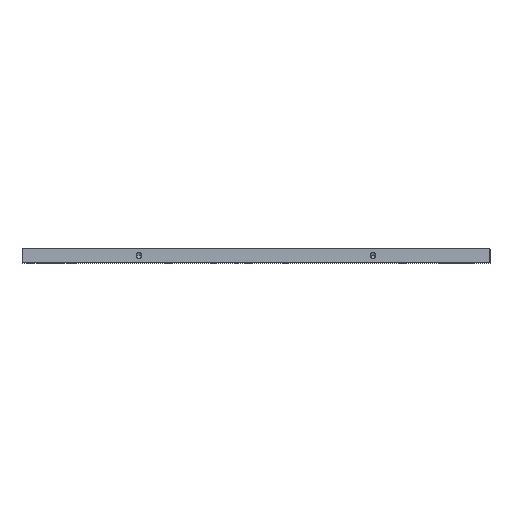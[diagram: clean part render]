
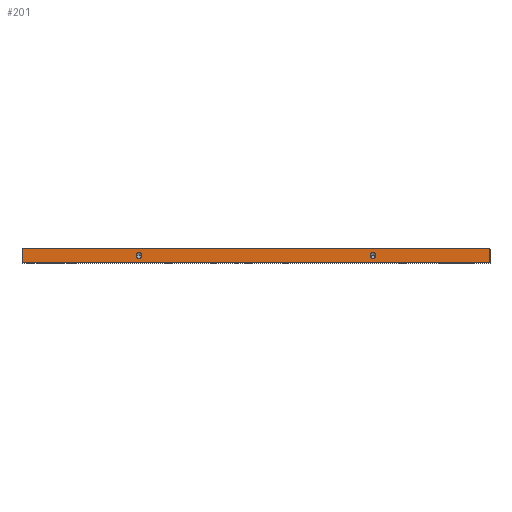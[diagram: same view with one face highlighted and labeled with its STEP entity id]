
A CAD part, top view. The second image highlights one B-rep face of the part: STEP entity #201.
In plain terms, the highlighted planar face has unit normal (0, 0, 1).
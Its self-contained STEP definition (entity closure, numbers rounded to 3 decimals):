
#154 = DIRECTION ( 'NONE',  ( 0., 0., 1. ) ) ;
#156 = CARTESIAN_POINT ( 'NONE',  ( 197.617, -156., 209.226 ) ) ;
#158 = PLANE ( 'NONE',  #1115 ) ;
#159 = DIRECTION ( 'NONE',  ( 1., 0., 0. ) ) ;
#201 = ADVANCED_FACE ( 'NONE', ( #1736, #1740, #1721 ), #158, .T. ) ;
#363 = EDGE_CURVE ( 'NONE', #1340, #1339, #3257, .T. ) ;
#364 = EDGE_CURVE ( 'NONE', #1370, #1369, #3260, .T. ) ;
#365 = EDGE_CURVE ( 'NONE', #1499, #1394, #3262, .T. ) ;
#366 = EDGE_CURVE ( 'NONE', #1500, #1499, #3263, .T. ) ;
#367 = EDGE_CURVE ( 'NONE', #1500, #4716, #3264, .T. ) ;
#368 = EDGE_CURVE ( 'NONE', #4716, #1394, #3266, .T. ) ;
#489 = EDGE_CURVE ( 'NONE', #1339, #1340, #3409, .T. ) ;
#495 = EDGE_CURVE ( 'NONE', #1369, #1370, #3423, .T. ) ;
#1020 = EDGE_LOOP ( 'NONE', ( #1051, #1050, #1049, #1048 ) ) ;
#1027 = EDGE_LOOP ( 'NONE', ( #1055, #1054 ) ) ;
#1048 = ORIENTED_EDGE ( 'NONE', *, *, #368, .T. ) ;
#1049 = ORIENTED_EDGE ( 'NONE', *, *, #367, .T. ) ;
#1050 = ORIENTED_EDGE ( 'NONE', *, *, #366, .F. ) ;
#1051 = ORIENTED_EDGE ( 'NONE', *, *, #365, .F. ) ;
#1052 = ORIENTED_EDGE ( 'NONE', *, *, #495, .F. ) ;
#1053 = ORIENTED_EDGE ( 'NONE', *, *, #364, .F. ) ;
#1054 = ORIENTED_EDGE ( 'NONE', *, *, #489, .F. ) ;
#1055 = ORIENTED_EDGE ( 'NONE', *, *, #363, .F. ) ;
#1115 = AXIS2_PLACEMENT_3D ( 'NONE', #156, #154, #159 ) ;
#1235 = EDGE_LOOP ( 'NONE', ( #1053, #1052 ) ) ;
#1339 = VERTEX_POINT ( 'NONE', #4254 ) ;
#1340 = VERTEX_POINT ( 'NONE', #4255 ) ;
#1369 = VERTEX_POINT ( 'NONE', #4420 ) ;
#1370 = VERTEX_POINT ( 'NONE', #4421 ) ;
#1394 = VERTEX_POINT ( 'NONE', #4443 ) ;
#1499 = VERTEX_POINT ( 'NONE', #4548 ) ;
#1500 = VERTEX_POINT ( 'NONE', #4549 ) ;
#1721 = FACE_OUTER_BOUND ( 'NONE', #1020, .T. ) ;
#1736 = FACE_BOUND ( 'NONE', #1027, .T. ) ;
#1740 = FACE_BOUND ( 'NONE', #1235, .T. ) ;
#2863 = AXIS2_PLACEMENT_3D ( 'NONE', #3149, #3150, #3151 ) ;
#2864 = AXIS2_PLACEMENT_3D ( 'NONE', #3154, #3155, #3156 ) ;
#3147 = CARTESIAN_POINT ( 'NONE',  ( 197.617, -156., 209.226 ) ) ;
#3148 = DIRECTION ( 'NONE',  ( -1., 0., 0. ) ) ;
#3149 = CARTESIAN_POINT ( 'NONE',  ( 47.617, -159., 209.226 ) ) ;
#3150 = DIRECTION ( 'NONE',  ( 0., 0., 1. ) ) ;
#3151 = DIRECTION ( 'NONE',  ( 1., 0., 0. ) ) ;
#3152 = CARTESIAN_POINT ( 'NONE',  ( 197.617, -156., 209.226 ) ) ;
#3153 = CARTESIAN_POINT ( 'NONE',  ( 197.617, -162., 209.226 ) ) ;
#3154 = CARTESIAN_POINT ( 'NONE',  ( 147.617, -159., 209.226 ) ) ;
#3155 = DIRECTION ( 'NONE',  ( 0., 0., 1. ) ) ;
#3156 = DIRECTION ( 'NONE',  ( 1., 0., 0. ) ) ;
#3157 = CARTESIAN_POINT ( 'NONE',  ( -2.383, -156., 209.226 ) ) ;
#3158 = DIRECTION ( 'NONE',  ( 0., -1., 0. ) ) ;
#3159 = DIRECTION ( 'NONE',  ( -1., 0., 0. ) ) ;
#3160 = DIRECTION ( 'NONE',  ( 0., -1., 0. ) ) ;
#3257 = CIRCLE ( 'NONE', #2863, 1.25 ) ;
#3260 = CIRCLE ( 'NONE', #2864, 1.25 ) ;
#3262 = LINE ( 'NONE', #3153, #3265 ) ;
#3263 = LINE ( 'NONE', #3152, #3267 ) ;
#3264 = LINE ( 'NONE', #3147, #3269 ) ;
#3265 = VECTOR ( 'NONE', #3148, 1000. ) ;
#3266 = LINE ( 'NONE', #3157, #3271 ) ;
#3267 = VECTOR ( 'NONE', #3158, 1000. ) ;
#3269 = VECTOR ( 'NONE', #3159, 1000. ) ;
#3271 = VECTOR ( 'NONE', #3160, 1000. ) ;
#3409 = CIRCLE ( 'NONE', #3949, 1.25 ) ;
#3423 = CIRCLE ( 'NONE', #3951, 1.25 ) ;
#3790 = CARTESIAN_POINT ( 'NONE',  ( 47.617, -159., 209.226 ) ) ;
#3791 = DIRECTION ( 'NONE',  ( 0., 0., 1. ) ) ;
#3792 = DIRECTION ( 'NONE',  ( 1., 0., 0. ) ) ;
#3804 = CARTESIAN_POINT ( 'NONE',  ( 147.617, -159., 209.226 ) ) ;
#3805 = DIRECTION ( 'NONE',  ( 0., 0., 1. ) ) ;
#3806 = DIRECTION ( 'NONE',  ( 1., 0., 0. ) ) ;
#3949 = AXIS2_PLACEMENT_3D ( 'NONE', #3790, #3791, #3792 ) ;
#3951 = AXIS2_PLACEMENT_3D ( 'NONE', #3804, #3805, #3806 ) ;
#4254 = CARTESIAN_POINT ( 'NONE',  ( 46.367, -159., 209.226 ) ) ;
#4255 = CARTESIAN_POINT ( 'NONE',  ( 48.867, -159., 209.226 ) ) ;
#4420 = CARTESIAN_POINT ( 'NONE',  ( 146.367, -159., 209.226 ) ) ;
#4421 = CARTESIAN_POINT ( 'NONE',  ( 148.867, -159., 209.226 ) ) ;
#4443 = CARTESIAN_POINT ( 'NONE',  ( -2.383, -162., 209.226 ) ) ;
#4548 = CARTESIAN_POINT ( 'NONE',  ( 197.617, -162., 209.226 ) ) ;
#4549 = CARTESIAN_POINT ( 'NONE',  ( 197.617, -156., 209.226 ) ) ;
#4553 = CARTESIAN_POINT ( 'NONE',  ( -2.383, -156., 209.226 ) ) ;
#4716 = VERTEX_POINT ( 'NONE', #4553 ) ;
